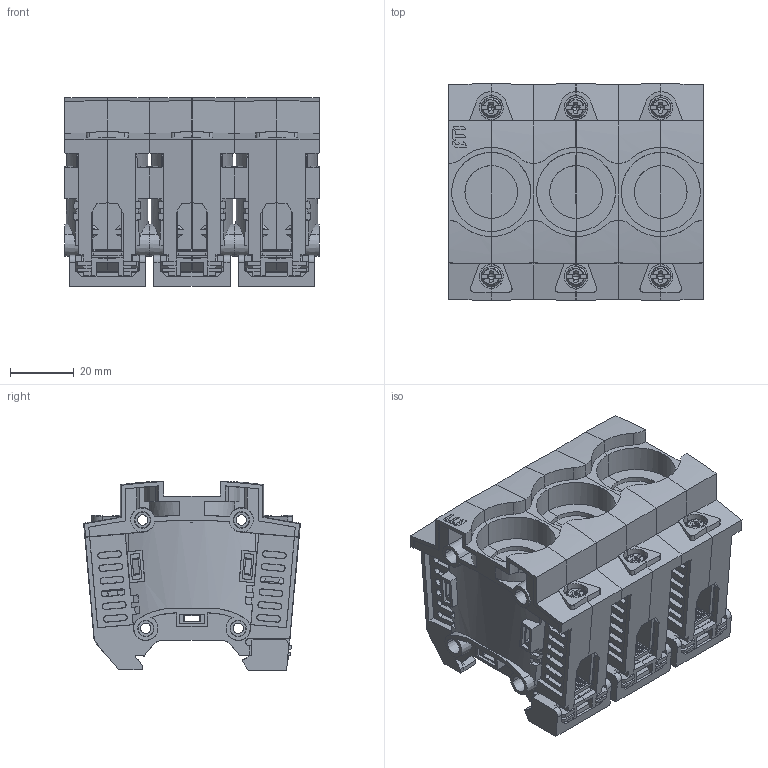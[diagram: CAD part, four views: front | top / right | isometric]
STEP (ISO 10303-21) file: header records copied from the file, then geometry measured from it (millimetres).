
FILE_DESCRIPTION((''),'2;1');
FILE_NAME('002510013_PFB_D01_3P_ASM','2023-01-23T13:59:18',('klemen.sitar'),('Audax d.o.o.'),'CREO PARAMETRIC BY PTC INC, 2021304','CREO PARAMETRIC BY PTC INC, 2021304','');
FILE_SCHEMA(('AP242_MANAGED_MODEL_BASED_3D_ENGINEERING_MIM_LF { 1 0 10303 442 1 1 4 }'));
Products named in the file (31): 0000000470_1_1_1_2_1; PRT0141_1_1_2_3_4_1_1; PRT0141_1_1_2_3_4_2_1; PRT0141_1_1_2_3_4_3_1; PRT0141_1_1_2_3_4_ASM_1_ASM; ASM0094_ASM_1_1_2_ASM_1_ASM; 0000040176_1_1_1_2_1; 89_SCREW_1_1_2_1; 0000040414_5_1_1_2_1; NOT-MIRROR_1_1_2_1; WL-BASEE_1_1_2_1; PFB_D01_1P_ETI_ASM_1_1_2_ASM_1_ASM; 0000000470_1_1_1_2_3_1; ASM0094_ASM_1_1_2_3_ASM_1_ASM; 0000040176_1_1_1_2_3_1; 89_SCREW_1_1_2_3_1; 0000040414_5_1_1_2_3_1; NOT-MIRROR_1_1_2_3_1; WL-BASEE_1_1_2_3_1; PFB_D01_1P_ETI_ASM_1_1_2_3_ASM__ASM; ASM0096_ASM_1_ASM; 0000000470_1_1_1_2_3_4_1; ASM0094_ASM_1_1_2_3_4_ASM_1_ASM; 0000040176_1_1_1_2_3_4_1; 89_SCREW_1_1_2_3_4_1; 0000040414_5_1_1_2_3_4_1; NOT-MIRROR_1_1_2_3_4_1; WL-BASEE_1_1_2_3_4_1; PFB_D01_1P_ETI_ASM_1_1_2_3_4_AS_ASM; ASM0097_ASM_1_ASM; 002510013_PFB_D01_3P_ASM
Assembly tree (33 placements, depth 5):
  002510013_PFB_D01_3P_ASM
    PFB_D01_1P_ETI_ASM_1_1_2_ASM_1_ASM
      ASM0094_ASM_1_1_2_ASM_1_ASM
        0000000470_1_1_1_2_1
        PRT0141_1_1_2_3_4_ASM_1_ASM
          PRT0141_1_1_2_3_4_1_1
          PRT0141_1_1_2_3_4_2_1
          PRT0141_1_1_2_3_4_3_1
      0000040176_1_1_1_2_1
      89_SCREW_1_1_2_1  x2
      0000040414_5_1_1_2_1
      NOT-MIRROR_1_1_2_1
      WL-BASEE_1_1_2_1
    ASM0096_ASM_1_ASM
      PFB_D01_1P_ETI_ASM_1_1_2_3_ASM__ASM
        ASM0094_ASM_1_1_2_3_ASM_1_ASM
          0000000470_1_1_1_2_3_1
        0000040176_1_1_1_2_3_1
        89_SCREW_1_1_2_3_1  x2
        0000040414_5_1_1_2_3_1
        NOT-MIRROR_1_1_2_3_1
        WL-BASEE_1_1_2_3_1
    ASM0097_ASM_1_ASM
      PFB_D01_1P_ETI_ASM_1_1_2_3_4_AS_ASM
        ASM0094_ASM_1_1_2_3_4_ASM_1_ASM
          0000000470_1_1_1_2_3_4_1
        0000040176_1_1_1_2_3_4_1
        89_SCREW_1_1_2_3_4_1  x2
        0000040414_5_1_1_2_3_4_1
        NOT-MIRROR_1_1_2_3_4_1
        WL-BASEE_1_1_2_3_4_1
Bounding box: 79.8 x 68 x 59.26 mm (x, y, z)
Volume: 149411.5 mm3; surface area: 103833.3 mm2
Topology: 24 solids, 51 shells, 4923 faces, 14286 edges, 9582 vertices
Faces by surface type: plane 3603, cone 654, cylinder 606, bspline 24, torus 24, sphere 12
Entity records: 203202 total; most frequent: CARTESIAN_POINT 35785, ORIENTED_EDGE 27732, DIRECTION 24740, EDGE_CURVE 13884, VECTOR 9708, LINE 9708, VERTEX_POINT 9327, AXIS2_PLACEMENT_3D 7516
